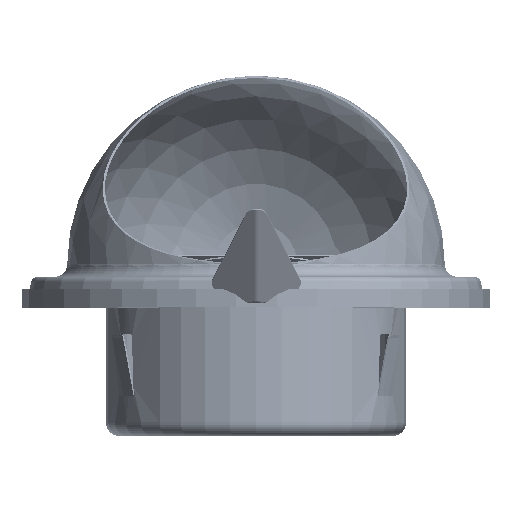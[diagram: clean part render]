
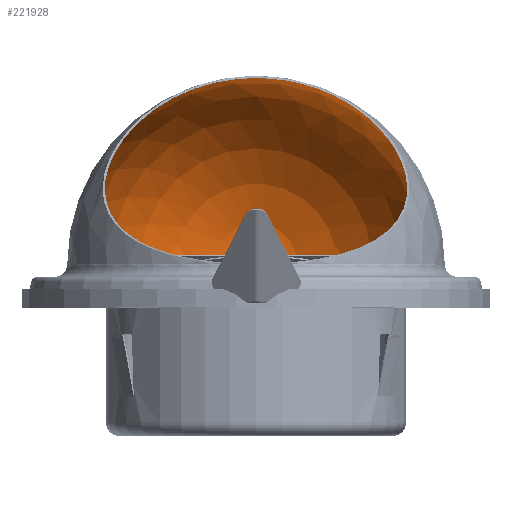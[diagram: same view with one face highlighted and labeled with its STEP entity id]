
A CAD part, top view. The second image highlights one B-rep face of the part: STEP entity #221928.
In plain terms, the highlighted spherical face has radius 60.1 mm.
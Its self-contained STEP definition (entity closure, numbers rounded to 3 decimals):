
#1219 = AXIS2_PLACEMENT_3D ( 'NONE', #90092, #85985, #171088 ) ;
#3261 = DIRECTION ( 'NONE',  ( 0., 0., -1. ) ) ;
#11752 = AXIS2_PLACEMENT_3D ( 'NONE', #197897, #217436, #151830 ) ;
#43350 = EDGE_LOOP ( 'NONE', ( #211292, #261963, #229521, #113922 ) ) ;
#68987 = DIRECTION ( 'NONE',  ( 0., 0., -1. ) ) ;
#69724 = CIRCLE ( 'NONE', #11752, 60.1 ) ;
#77291 = FACE_OUTER_BOUND ( 'NONE', #43350, .T. ) ;
#80090 = EDGE_CURVE ( 'NONE', #172104, #211834, #249254, .T. ) ;
#83126 = AXIS2_PLACEMENT_3D ( 'NONE', #218316, #196005, #68987 ) ;
#85985 = DIRECTION ( 'NONE',  ( 0., 0., 1. ) ) ;
#89073 = CARTESIAN_POINT ( 'NONE',  ( -8.666, 58.017, 24.569 ) ) ;
#89355 = EDGE_CURVE ( 'NONE', #113399, #118462, #272954, .T. ) ;
#90092 = CARTESIAN_POINT ( 'NONE',  ( -8.666, -2.083, 24.569 ) ) ;
#103924 = CARTESIAN_POINT ( 'NONE',  ( -8.666, -2.083, 24.569 ) ) ;
#113399 = VERTEX_POINT ( 'NONE', #89073 ) ;
#113922 = ORIENTED_EDGE ( 'NONE', *, *, #80090, .T. ) ;
#118462 = VERTEX_POINT ( 'NONE', #232893 ) ;
#123761 = AXIS2_PLACEMENT_3D ( 'NONE', #226605, #229393, #250306 ) ;
#128937 = AXIS2_PLACEMENT_3D ( 'NONE', #103924, #211355, #3261 ) ;
#151830 = DIRECTION ( 'NONE',  ( -1., 0., 0. ) ) ;
#164968 = CARTESIAN_POINT ( 'NONE',  ( 51.434, -2.083, 24.553 ) ) ;
#171088 = DIRECTION ( 'NONE',  ( 1., 0., 0. ) ) ;
#172104 = VERTEX_POINT ( 'NONE', #188751 ) ;
#187522 = SPHERICAL_SURFACE ( 'NONE', #123761, 60.1 ) ;
#188751 = CARTESIAN_POINT ( 'NONE',  ( -8.683, -2.083, -35.531 ) ) ;
#196005 = DIRECTION ( 'NONE',  ( 0., -1., 0. ) ) ;
#197897 = CARTESIAN_POINT ( 'NONE',  ( -8.666, -2.083, 24.569 ) ) ;
#203491 = CIRCLE ( 'NONE', #83126, 60.1 ) ;
#207637 = EDGE_CURVE ( 'NONE', #113399, #211834, #69724, .T. ) ;
#211292 = ORIENTED_EDGE ( 'NONE', *, *, #207637, .F. ) ;
#211355 = DIRECTION ( 'NONE',  ( 0., -1., 0. ) ) ;
#211834 = VERTEX_POINT ( 'NONE', #164968 ) ;
#217436 = DIRECTION ( 'NONE',  ( 0., 0., -1. ) ) ;
#218316 = CARTESIAN_POINT ( 'NONE',  ( -8.666, -2.083, 24.569 ) ) ;
#221928 = ADVANCED_FACE ( 'NONE', ( #77291 ), #187522, .F. ) ;
#226605 = CARTESIAN_POINT ( 'NONE',  ( -8.666, -2.083, 24.569 ) ) ;
#229393 = DIRECTION ( 'NONE',  ( 0., 0., 1. ) ) ;
#229521 = ORIENTED_EDGE ( 'NONE', *, *, #254253, .T. ) ;
#232893 = CARTESIAN_POINT ( 'NONE',  ( -68.766, -2.083, 24.586 ) ) ;
#249254 = CIRCLE ( 'NONE', #128937, 60.1 ) ;
#250306 = DIRECTION ( 'NONE',  ( 1., 0., 0. ) ) ;
#254253 = EDGE_CURVE ( 'NONE', #118462, #172104, #203491, .T. ) ;
#261963 = ORIENTED_EDGE ( 'NONE', *, *, #89355, .T. ) ;
#272954 = CIRCLE ( 'NONE', #1219, 60.1 ) ;
